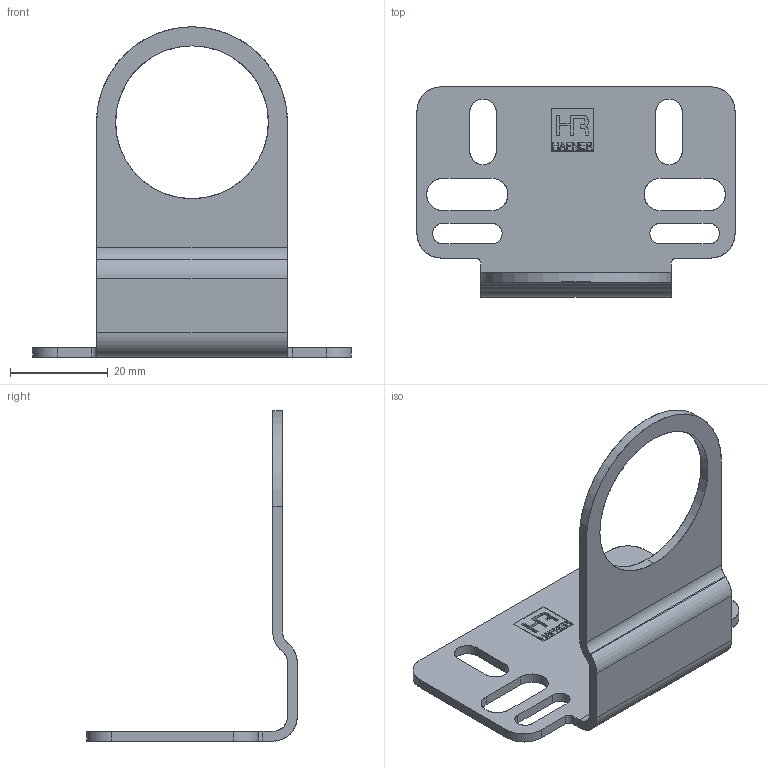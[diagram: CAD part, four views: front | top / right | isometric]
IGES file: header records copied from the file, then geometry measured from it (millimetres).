
Start section: SolidWorks IGES file using analytic representation for surfaces
Global section: file name: PNKBW.0-1227.IGS; native system: SolidWorks 2013; preprocessor: SolidWorks 2013; author: grafika; date: 131108.111538; units: millimetre
Bounding box: 65 x 43 x 67.5 mm (x, y, z)
Surface area: 8849.4 mm2 (no closed solid volume)
Topology: 0 solids, 0 shells, 206 faces, 1856 edges, 1856 vertices
Faces by surface type: bspline 175, revolution 31
